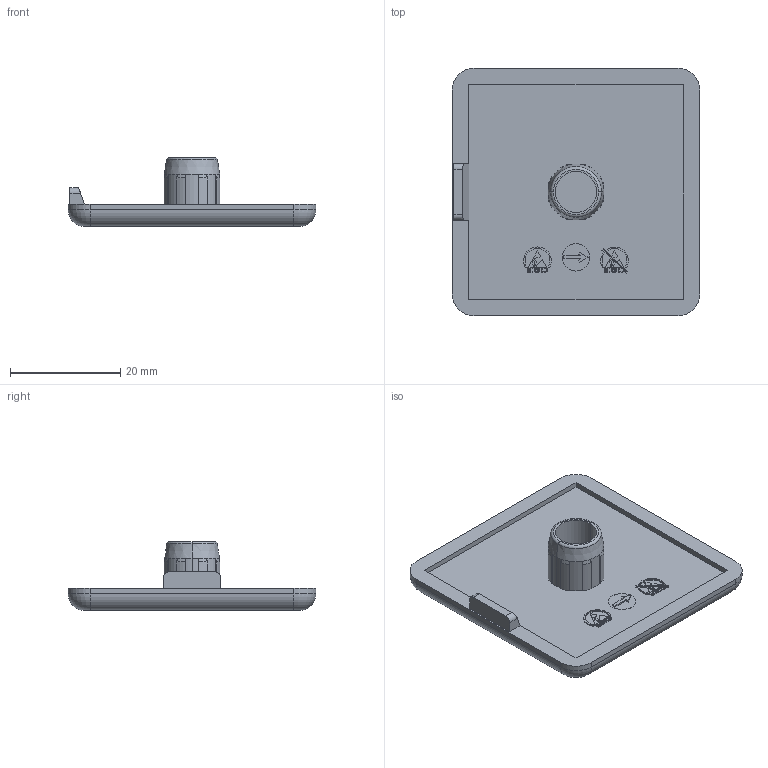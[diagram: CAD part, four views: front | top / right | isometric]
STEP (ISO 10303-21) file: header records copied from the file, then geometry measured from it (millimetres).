
FILE_DESCRIPTION(('STEP AP203'),'1');
FILE_NAME('fath_091011.stp','2021-11-24T07:49:46',('TraceParts'),('TraceParts S.A.'),'Spatial InterOp 3D',' ',' ');
FILE_SCHEMA(('CONFIG_CONTROL_DESIGN'));
Length unit declared in the file: millimetre
Products named in the file (1): 1
Bounding box: 45 x 45 x 12.5 mm (x, y, z)
Volume: 6596.1 mm3; surface area: 5250.8 mm2
Topology: 1 solids, 1 shells, 317 faces, 864 edges, 566 vertices
Faces by surface type: plane 251, cylinder 46, cone 10, torus 6, bspline 4
Entity records: 9958 total; most frequent: CARTESIAN_POINT 1854, ORIENTED_EDGE 1728, DIRECTION 1582, EDGE_CURVE 864, LINE 722, VECTOR 722, VERTEX_POINT 566, AXIS2_PLACEMENT_3D 430
